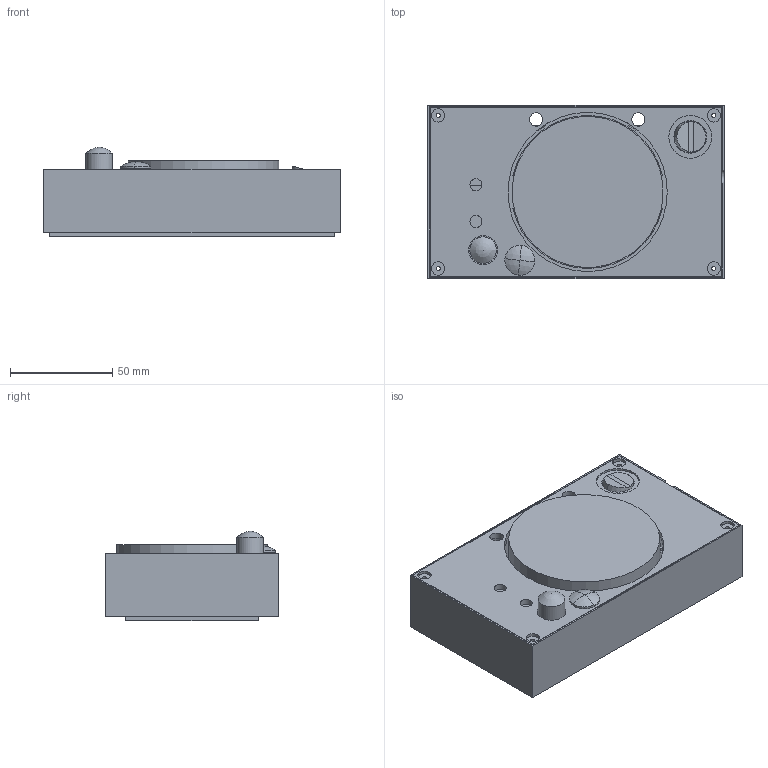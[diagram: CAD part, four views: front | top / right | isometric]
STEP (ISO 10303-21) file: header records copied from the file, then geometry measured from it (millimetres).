
FILE_DESCRIPTION(/* description */ (''),/* implementation_level */ '2;1');
FILE_NAME(/* name */ '102672_LS07-K-B-LED-M20.stp',/* time_stamp */ '2023-12-09T13:17:22+01:00',/* author */ ('CAD'),/* organization */ (''),/* preprocessor_version */ 'ST-DEVELOPER v15.6',/* originating_system */ 'Autodesk Inventor 2015',/* authorisation */ '');
FILE_SCHEMA (('AUTOMOTIVE_DESIGN { 1 0 10303 214 3 1 1 }'));
Length unit declared in the file: millimetre
Products named in the file (1): 102672_LS07-K-B-LED-M20_01-007-00003_Shrinkwrap_1
Bounding box: 145 x 85 x 43.8 mm (x, y, z)
Surface area: 97392.8 mm2 (no closed solid volume)
Topology: 0 solids, 15 shells, 112 faces, 598 edges, 508 vertices
Faces by surface type: plane 76, cylinder 25, cone 6, sphere 4, bspline 1
Full cylindrical faces by diameter (mm): 1.9 x4, 3.2 x2, 5.9 x2, 6.5 x6, 13 x1, 14.2 x1, 16 x1, 21 x1, 74 x2, 78 x1
Entity records: 6241 total; most frequent: CARTESIAN_POINT 1387, DIRECTION 902, ORIENTED_EDGE 754, EDGE_CURVE 573, VERTEX_POINT 507, LINE 434, VECTOR 434, AXIS2_PLACEMENT_3D 234
